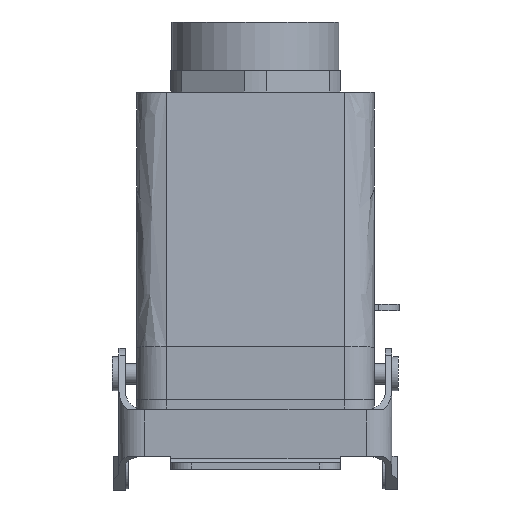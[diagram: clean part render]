
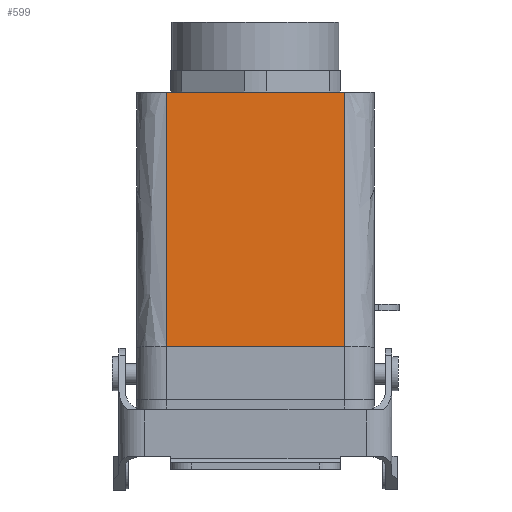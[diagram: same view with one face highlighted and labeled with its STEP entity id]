
A CAD part, front view. The second image highlights one B-rep face of the part: STEP entity #599.
In plain terms, the highlighted planar face has unit normal (0, -0.999, 0.052).
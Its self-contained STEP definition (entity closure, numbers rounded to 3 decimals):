
#599 = ADVANCED_FACE( '', ( #1318 ), #1319, .F. );
#1318 = FACE_OUTER_BOUND( '', #2228, .T. );
#1319 = PLANE( '', #2229 );
#2228 = EDGE_LOOP( '', ( #4153, #4154, #4155, #4156 ) );
#2229 = AXIS2_PLACEMENT_3D( '', #4157, #4158, #4159 );
#4153 = ORIENTED_EDGE( '', *, *, #5654, .F. );
#4154 = ORIENTED_EDGE( '', *, *, #5716, .T. );
#4155 = ORIENTED_EDGE( '', *, *, #5285, .F. );
#4156 = ORIENTED_EDGE( '', *, *, #5555, .F. );
#4157 = CARTESIAN_POINT( '', ( -87.871, -37.856, 72.5 ) );
#4158 = DIRECTION( '', ( 0., 0.999, -0.052 ) );
#4159 = DIRECTION( '', ( 0., -0.052, -0.999 ) );
#5285 = EDGE_CURVE( '', #6318, #6320, #6321, .T. );
#5555 = EDGE_CURVE( '', #6736, #6318, #6738, .F. );
#5654 = EDGE_CURVE( '', #6873, #6736, #6875, .T. );
#5716 = EDGE_CURVE( '', #6873, #6320, #6953, .F. );
#6318 = VERTEX_POINT( '', #7834 );
#6320 = VERTEX_POINT( '', #7857 );
#6321 = LINE( '', #7858, #7859 );
#6736 = VERTEX_POINT( '', #8565 );
#6738 = B_SPLINE_CURVE_WITH_KNOTS( '', 3, ( #8590, #8591, #8592, #8593 ), .UNSPECIFIED., .F., .F., ( 4, 4 ), ( 0.401, 0.6 ), .UNSPECIFIED. );
#6873 = VERTEX_POINT( '', #8837 );
#6875 = LINE( '', #8842, #8843 );
#6953 = B_SPLINE_CURVE_WITH_KNOTS( '', 3, ( #8982, #8983, #8984, #8985 ), .UNSPECIFIED., .F., .F., ( 4, 4 ), ( 0.401, 0.6 ), .UNSPECIFIED. );
#7834 = CARTESIAN_POINT( '', ( -21., -37.856, 72.5 ) );
#7857 = CARTESIAN_POINT( '', ( 21., -37.856, 72.5 ) );
#7858 = CARTESIAN_POINT( '', ( -87.871, -37.856, 72.5 ) );
#7859 = VECTOR( '', #9619, 1000. );
#8565 = CARTESIAN_POINT( '', ( -21., -41., 12.5 ) );
#8590 = CARTESIAN_POINT( '', ( -21., -37.856, 72.5 ) );
#8591 = CARTESIAN_POINT( '', ( -21., -38.904, 52.5 ) );
#8592 = CARTESIAN_POINT( '', ( -21., -39.952, 32.5 ) );
#8593 = CARTESIAN_POINT( '', ( -21., -41., 12.5 ) );
#8837 = CARTESIAN_POINT( '', ( 21., -41., 12.5 ) );
#8842 = CARTESIAN_POINT( '', ( 0., -41., 12.5 ) );
#8843 = VECTOR( '', #9968, 1000. );
#8982 = CARTESIAN_POINT( '', ( 21., -37.856, 72.5 ) );
#8983 = CARTESIAN_POINT( '', ( 21., -38.904, 52.5 ) );
#8984 = CARTESIAN_POINT( '', ( 21., -39.952, 32.5 ) );
#8985 = CARTESIAN_POINT( '', ( 21., -41., 12.5 ) );
#9619 = DIRECTION( '', ( 1., 0., 0. ) );
#9968 = DIRECTION( '', ( -1., 0., 0. ) );
